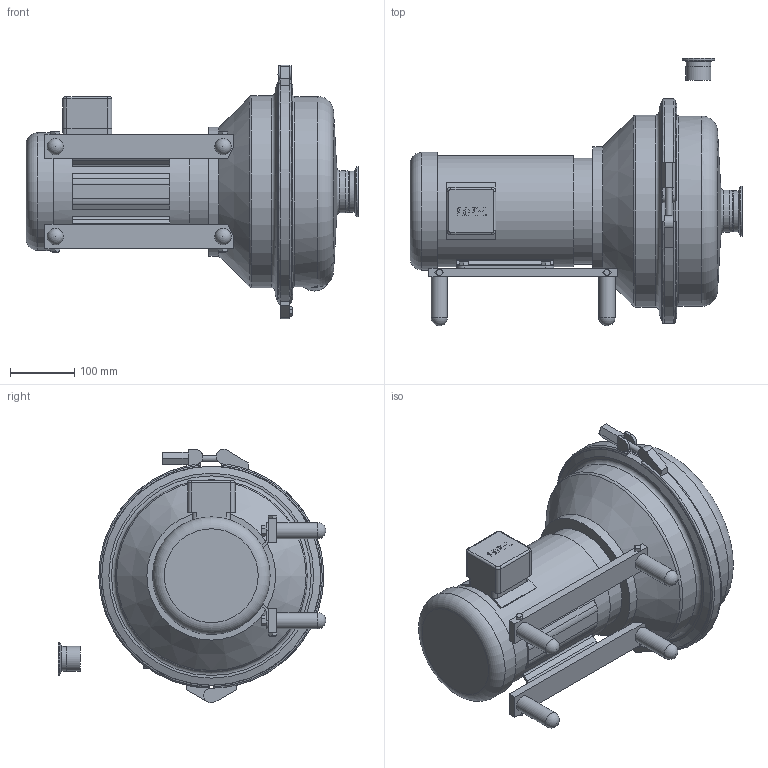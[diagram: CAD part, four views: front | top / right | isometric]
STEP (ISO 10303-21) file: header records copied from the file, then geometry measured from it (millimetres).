
FILE_DESCRIPTION(/* description */ (''),/* implementation_level */ '2;1');
FILE_NAME(/* name */ 'W+_W+70-40_143TC_2.5x1.5_S-Line_1HP_SM.stp',/* time_stamp */ '2020-11-04T17:17:22+06:00',/* author */ ('KRXREM'),/* organization */ (''),/* preprocessor_version */ 'ST-DEVELOPER v17',/* originating_system */ 'Autodesk Inventor 2018',/* authorisation */ '');
FILE_SCHEMA (('AUTOMOTIVE_DESIGN { 1 0 10303 214 3 1 1 }'));
Length unit declared in the file: inch
Products named in the file (1): W+_W+70-40_143TC_2.5x1.5_S-Line_1HP_SM
Bounding box: 515.43 x 415.5 x 394.02 mm (x, y, z)
Volume: 20210230.4 mm3; surface area: 862121.4 mm2
Topology: 2 solids, 2 shells, 398 faces, 1068 edges, 694 vertices
Faces by surface type: plane 213, cone 69, cylinder 64, bspline 29, torus 19, sphere 4
Full cylindrical faces by diameter (mm): 10 x1, 25.4 x4, 30 x1, 34.798 x1, 38.227 x1, 38.6 x1, 50.394 x1, 60.198 x1, 63.5 x1, 63.627 x1, 65.483 x1, 77.47 x1, 164.846 x1, 172.974 x1, 182.626 x1, 200 x1, 295.5 x1, 298 x1, 340 x2
Entity records: 13004 total; most frequent: CARTESIAN_POINT 2973, ORIENTED_EDGE 2128, DIRECTION 1956, EDGE_CURVE 1064, AXIS2_PLACEMENT_3D 702, VERTEX_POINT 694, LINE 552, VECTOR 552
